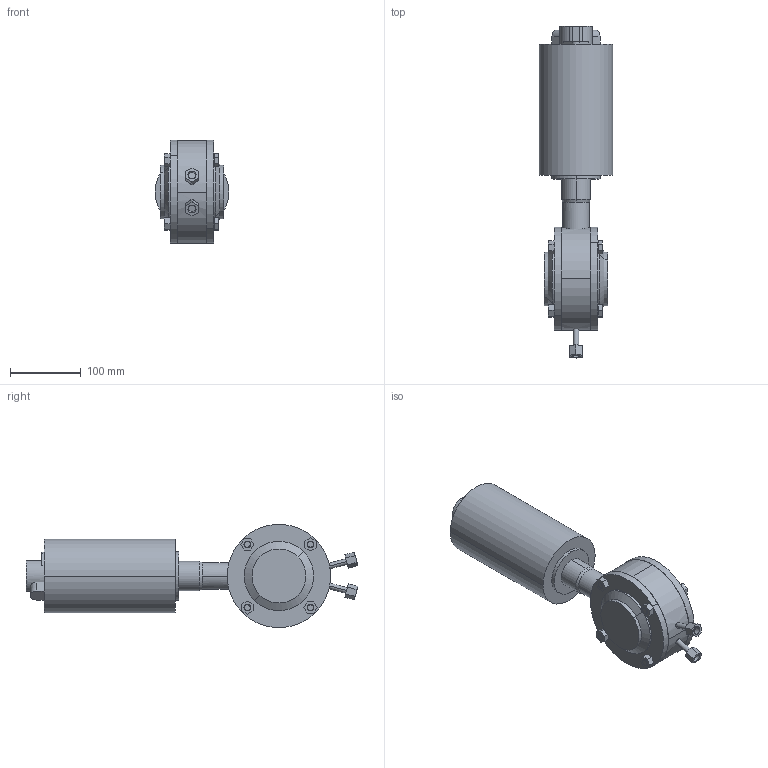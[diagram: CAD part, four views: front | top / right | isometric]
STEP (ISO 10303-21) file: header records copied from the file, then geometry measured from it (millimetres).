
FILE_DESCRIPTION (( 'STEP AP214' ), '1' );
FILE_NAME ('4867076xxx-xxx.STEP', '2014-03-10T09:21:42', ( 'install' ), ( 'Microsoft' ), 'SwSTEP 2.0', 'SolidWorks 2013', '' );
FILE_SCHEMA (( 'AUTOMOTIVE_DESIGN' ));
Length unit declared in the file: millimetre
Products named in the file (1): 4867076xxx-xxx
Bounding box: 104 x 468.31 x 145.44 mm (x, y, z)
Volume: 2923378.2 mm3; surface area: 164186.9 mm2
Topology: 1 solids, 1 shells, 444 faces, 1128 edges, 738 vertices
Faces by surface type: plane 218, bspline 162, cylinder 50, cone 14
Entity records: 16874 total; most frequent: CARTESIAN_POINT 7147, ORIENTED_EDGE 2256, DIRECTION 1484, EDGE_CURVE 1128, VERTEX_POINT 738, LINE 666, VECTOR 666, EDGE_LOOP 496
